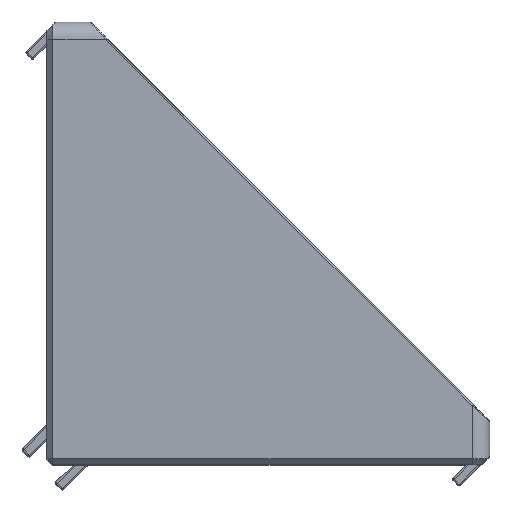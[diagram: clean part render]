
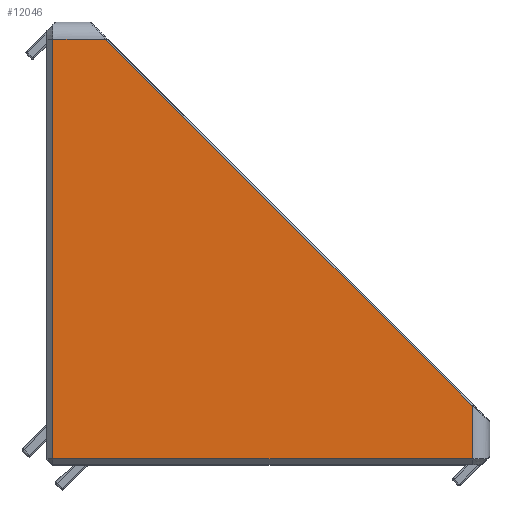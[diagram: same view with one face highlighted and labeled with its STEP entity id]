
A CAD part, top view. The second image highlights one B-rep face of the part: STEP entity #12046.
In plain terms, the highlighted planar face has unit normal (0, 0, 1).
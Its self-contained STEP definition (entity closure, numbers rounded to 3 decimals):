
#1621 = EDGE_CURVE ( 'NONE', #13401, #13039, #17364, .T. ) ;
#2107 = CARTESIAN_POINT ( 'NONE',  ( 1., 1., 39. ) ) ;
#2311 = ORIENTED_EDGE ( 'NONE', *, *, #22622, .T. ) ;
#2885 = VECTOR ( 'NONE', #32303, 1000. ) ;
#4978 = CARTESIAN_POINT ( 'NONE',  ( 76., 76., 39. ) ) ;
#6169 = ORIENTED_EDGE ( 'NONE', *, *, #20409, .T. ) ;
#7813 = ORIENTED_EDGE ( 'NONE', *, *, #1621, .T. ) ;
#8152 = LINE ( 'NONE', #15003, #23315 ) ;
#8804 = CARTESIAN_POINT ( 'NONE',  ( 10.076, 73., 39. ) ) ;
#9489 = DIRECTION ( 'NONE',  ( -1., 0., 0. ) ) ;
#10321 = LINE ( 'NONE', #13313, #22612 ) ;
#11728 = ORIENTED_EDGE ( 'NONE', *, *, #30254, .T. ) ;
#11943 = CARTESIAN_POINT ( 'NONE',  ( 1., 73., 39. ) ) ;
#12046 = ADVANCED_FACE ( 'NONE', ( #26728 ), #18046, .F. ) ;
#12800 = VERTEX_POINT ( 'NONE', #8804 ) ;
#13039 = VERTEX_POINT ( 'NONE', #2107 ) ;
#13313 = CARTESIAN_POINT ( 'NONE',  ( 73., 76., 39. ) ) ;
#13401 = VERTEX_POINT ( 'NONE', #11943 ) ;
#14729 = VERTEX_POINT ( 'NONE', #27703 ) ;
#15003 = CARTESIAN_POINT ( 'NONE',  ( 10.288, 72.788, 39. ) ) ;
#15267 = DIRECTION ( 'NONE',  ( 0., -1., 0. ) ) ;
#15488 = AXIS2_PLACEMENT_3D ( 'NONE', #4978, #33832, #15735 ) ;
#15720 = VECTOR ( 'NONE', #15267, 1000. ) ;
#15735 = DIRECTION ( 'NONE',  ( -1., 0., 0. ) ) ;
#16194 = VECTOR ( 'NONE', #9489, 1000. ) ;
#16830 = EDGE_LOOP ( 'NONE', ( #27896, #11728, #6169, #7813, #2311 ) ) ;
#17364 = LINE ( 'NONE', #28320, #15720 ) ;
#18046 = PLANE ( 'NONE',  #15488 ) ;
#18572 = DIRECTION ( 'NONE',  ( 0., 1., 0. ) ) ;
#20409 = EDGE_CURVE ( 'NONE', #12800, #13401, #30521, .T. ) ;
#21967 = EDGE_CURVE ( 'NONE', #24866, #14729, #10321, .T. ) ;
#22454 = CARTESIAN_POINT ( 'NONE',  ( 76., 73., 39. ) ) ;
#22612 = VECTOR ( 'NONE', #18572, 1000. ) ;
#22622 = EDGE_CURVE ( 'NONE', #13039, #24866, #33244, .T. ) ;
#22997 = DIRECTION ( 'NONE',  ( -0.707, 0.707, 0. ) ) ;
#23315 = VECTOR ( 'NONE', #22997, 1000. ) ;
#24595 = CARTESIAN_POINT ( 'NONE',  ( 76., 1., 39. ) ) ;
#24866 = VERTEX_POINT ( 'NONE', #28153 ) ;
#26728 = FACE_OUTER_BOUND ( 'NONE', #16830, .T. ) ;
#27703 = CARTESIAN_POINT ( 'NONE',  ( 73., 10.076, 39. ) ) ;
#27896 = ORIENTED_EDGE ( 'NONE', *, *, #21967, .T. ) ;
#28153 = CARTESIAN_POINT ( 'NONE',  ( 73., 1., 39. ) ) ;
#28320 = CARTESIAN_POINT ( 'NONE',  ( 1., 76., 39. ) ) ;
#30254 = EDGE_CURVE ( 'NONE', #14729, #12800, #8152, .T. ) ;
#30521 = LINE ( 'NONE', #22454, #16194 ) ;
#32303 = DIRECTION ( 'NONE',  ( 1., 0., 0. ) ) ;
#33244 = LINE ( 'NONE', #24595, #2885 ) ;
#33832 = DIRECTION ( 'NONE',  ( 0., 0., -1. ) ) ;
